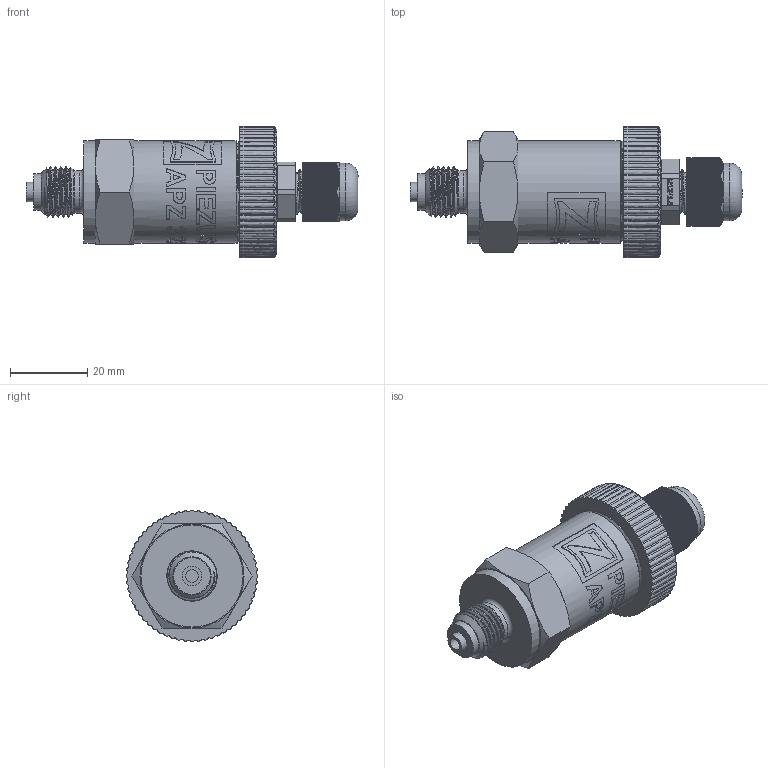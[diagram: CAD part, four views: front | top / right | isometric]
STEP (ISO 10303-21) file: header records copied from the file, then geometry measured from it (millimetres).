
FILE_DESCRIPTION(/* description */ (''),/* implementation_level */ '2;1');
FILE_NAME(/* name */ 'APZ3230_G1''4EN_CableGland.step',/* time_stamp */ '2021-06-24T09:55:38+03:00',/* author */ (''),/* organization */ (''),/* preprocessor_version */ 'ST-DEVELOPER v18.1',/* originating_system */ 'Autodesk Translation Framework v10.9.0.1377',/* authorisation */ '');
FILE_SCHEMA (('AP203_CONFIGURATION_CONTROLLED_3D_DESIGN_OF_MECHANICAL_PARTS_AND_ASSEMBLIES_MIM_LF { 1 0 10303 203 3 1 4 }','AUTOMOTIVE_DESIGN { 1 0 10303 214 3 1 1 }','PROCESS_PLANNING_SCHEMA'));
Products named in the file (8): APZ3230_G1'4EN_CableGland; G 1/4 EN; OMAL nut M27x1.5 v8; Ш100.000.001 v4; M12x1.5 Cable gland v4; Cable gland; Rubber gasket; M12 Domed nut
Assembly tree (7 placements, depth 3):
  APZ3230_G1'4EN_CableGland
    G 1/4 EN
    OMAL nut M27x1.5 v8
    Ш100.000.001 v4
    M12x1.5 Cable gland v4
      Cable gland
      Rubber gasket
      M12 Domed nut
Bounding box: 86.16 x 34 x 34 mm (x, y, z)
Volume: 35996.3 mm3; surface area: 16112.6 mm2
Topology: 6 solids, 6 shells, 2694 faces, 7879 edges, 5244 vertices
Faces by surface type: plane 1485, cylinder 768, bspline 411, cone 26, torus 3, sphere 1
Full cylindrical faces by diameter (mm): 1 x6, 3.3 x1, 5 x1, 7.5 x1, 8 x1, 9.5 x1, 9.976 x5, 10 x6, 10.376 x4, 10.526 x3, 11 x1, 11.445 x4, 11.6 x4, 12 x5, 12.203 x3, 12.6 x1, 15 x1, 17 x1, 21.4 x2, 22.3 x1, 22.4 x1, 24.5 x1, 25.132 x4, 25.526 x4, 26.5 x5, 27.208 x5
Entity records: 124083 total; most frequent: CARTESIAN_POINT 54915, ORIENTED_EDGE 15758, DIRECTION 12744, EDGE_CURVE 7879, VERTEX_POINT 5244, LINE 4460, VECTOR 4460, AXIS2_PLACEMENT_3D 4142
